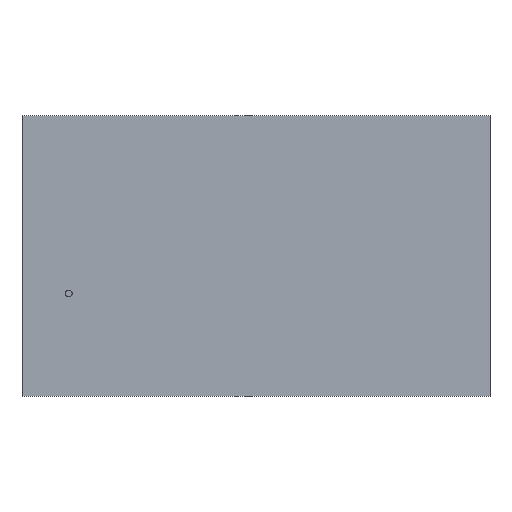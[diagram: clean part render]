
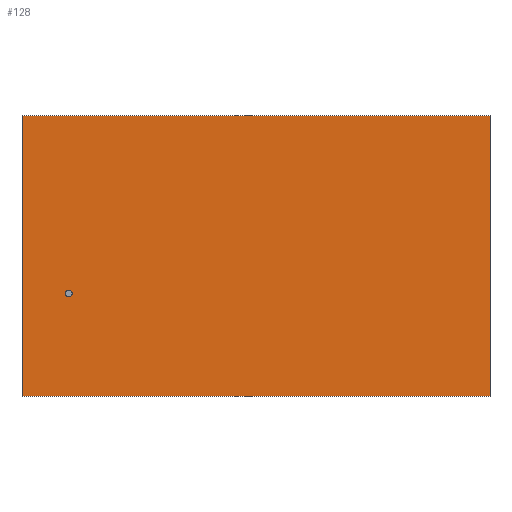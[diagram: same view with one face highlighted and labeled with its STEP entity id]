
A CAD part, front view. The second image highlights one B-rep face of the part: STEP entity #128.
In plain terms, the highlighted planar face has unit normal (0, -1, 0).
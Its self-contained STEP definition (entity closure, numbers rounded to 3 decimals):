
#15=FACE_BOUND('',#36,.T.);
#19=PLANE('',#152);
#27=FACE_OUTER_BOUND('',#35,.T.);
#35=EDGE_LOOP('',(#106,#107,#108,#109));
#36=EDGE_LOOP('',(#110));
#47=LINE('',#213,#60);
#48=LINE('',#216,#61);
#49=LINE('',#218,#62);
#50=LINE('',#219,#63);
#60=VECTOR('',#177,10.);
#61=VECTOR('',#180,10.);
#62=VECTOR('',#181,10.);
#63=VECTOR('',#182,10.);
#66=CIRCLE('',#147,35.75);
#68=VERTEX_POINT('',#193);
#74=VERTEX_POINT('',#209);
#75=VERTEX_POINT('',#211);
#76=VERTEX_POINT('',#215);
#77=VERTEX_POINT('',#217);
#78=EDGE_CURVE('',#68,#68,#66,.T.);
#87=EDGE_CURVE('',#74,#75,#47,.T.);
#88=EDGE_CURVE('',#76,#74,#48,.T.);
#89=EDGE_CURVE('',#77,#75,#49,.T.);
#90=EDGE_CURVE('',#76,#77,#50,.T.);
#106=ORIENTED_EDGE('',*,*,#88,.T.);
#107=ORIENTED_EDGE('',*,*,#87,.T.);
#108=ORIENTED_EDGE('',*,*,#89,.F.);
#109=ORIENTED_EDGE('',*,*,#90,.F.);
#110=ORIENTED_EDGE('',*,*,#78,.T.);
#128=ADVANCED_FACE('',(#27,#15),#19,.T.);
#147=AXIS2_PLACEMENT_3D('',#194,#160,#161);
#152=AXIS2_PLACEMENT_3D('',#214,#178,#179);
#160=DIRECTION('center_axis',(0.,1.,0.));
#161=DIRECTION('ref_axis',(1.,0.,0.));
#177=DIRECTION('',(0.,0.,1.));
#178=DIRECTION('center_axis',(0.,-1.,0.));
#179=DIRECTION('ref_axis',(1.,0.,0.));
#180=DIRECTION('',(1.,0.,0.));
#181=DIRECTION('',(1.,0.,0.));
#182=DIRECTION('',(0.,0.,1.));
#193=CARTESIAN_POINT('',(464.25,0.,1100.));
#194=CARTESIAN_POINT('Origin',(500.,0.,1100.));
#209=CARTESIAN_POINT('',(5000.,0.,0.));
#211=CARTESIAN_POINT('',(5000.,0.,3000.));
#213=CARTESIAN_POINT('',(5000.,0.,0.));
#214=CARTESIAN_POINT('Origin',(0.,0.,0.));
#215=CARTESIAN_POINT('',(0.,0.,0.));
#216=CARTESIAN_POINT('',(0.,0.,0.));
#217=CARTESIAN_POINT('',(0.,0.,3000.));
#218=CARTESIAN_POINT('',(0.,0.,3000.));
#219=CARTESIAN_POINT('',(0.,0.,0.));
